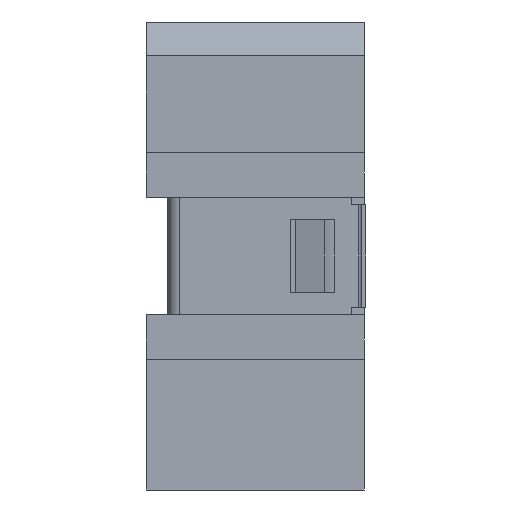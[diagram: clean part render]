
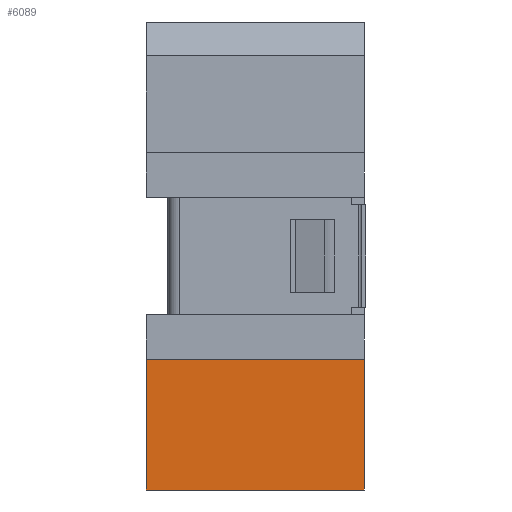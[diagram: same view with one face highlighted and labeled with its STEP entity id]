
A CAD part, left-side view. The second image highlights one B-rep face of the part: STEP entity #6089.
In plain terms, the highlighted planar face has unit normal (-1, 0, 0).
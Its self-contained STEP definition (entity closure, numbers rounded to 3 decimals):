
#589 = DIRECTION ( 'NONE',  ( 1., 0., 0. ) ) ;
#639 = LINE ( 'NONE', #7671, #5287 ) ;
#826 = ORIENTED_EDGE ( 'NONE', *, *, #4907, .F. ) ;
#908 = DIRECTION ( 'NONE',  ( 0., 0., 1. ) ) ;
#1154 = CARTESIAN_POINT ( 'NONE',  ( -13.462, 0., -3.535 ) ) ;
#1184 = EDGE_LOOP ( 'NONE', ( #4635, #826, #7921, #4706 ) ) ;
#1292 = CARTESIAN_POINT ( 'NONE',  ( -13.462, 7.468, -8. ) ) ;
#1800 = DIRECTION ( 'NONE',  ( 0., -1., 0. ) ) ;
#2072 = VERTEX_POINT ( 'NONE', #7672 ) ;
#2208 = DIRECTION ( 'NONE',  ( 0., 0., 1. ) ) ;
#2645 = VERTEX_POINT ( 'NONE', #1154 ) ;
#2996 = CARTESIAN_POINT ( 'NONE',  ( -13.462, 7.468, -3.535 ) ) ;
#3381 = EDGE_CURVE ( 'NONE', #7017, #2072, #3765, .T. ) ;
#3607 = CARTESIAN_POINT ( 'NONE',  ( -13.462, 7.468, -8. ) ) ;
#3765 = LINE ( 'NONE', #3607, #5199 ) ;
#4022 = FACE_OUTER_BOUND ( 'NONE', #1184, .T. ) ;
#4518 = AXIS2_PLACEMENT_3D ( 'NONE', #1292, #589, #6625 ) ;
#4635 = ORIENTED_EDGE ( 'NONE', *, *, #5163, .T. ) ;
#4706 = ORIENTED_EDGE ( 'NONE', *, *, #3381, .T. ) ;
#4907 = EDGE_CURVE ( 'NONE', #5831, #2645, #639, .T. ) ;
#5163 = EDGE_CURVE ( 'NONE', #2072, #2645, #7154, .T. ) ;
#5199 = VECTOR ( 'NONE', #7501, 1000. ) ;
#5237 = PLANE ( 'NONE',  #4518 ) ;
#5287 = VECTOR ( 'NONE', #1800, 1000. ) ;
#5406 = VECTOR ( 'NONE', #2208, 1000. ) ;
#5502 = CARTESIAN_POINT ( 'NONE',  ( -13.462, 7.468, -8. ) ) ;
#5831 = VERTEX_POINT ( 'NONE', #2996 ) ;
#5990 = CARTESIAN_POINT ( 'NONE',  ( -13.462, 0., -8. ) ) ;
#6089 = ADVANCED_FACE ( 'NONE', ( #4022 ), #5237, .F. ) ;
#6348 = EDGE_CURVE ( 'NONE', #7017, #5831, #6803, .T. ) ;
#6625 = DIRECTION ( 'NONE',  ( 0., 0., -1. ) ) ;
#6803 = LINE ( 'NONE', #5502, #7460 ) ;
#7017 = VERTEX_POINT ( 'NONE', #8255 ) ;
#7154 = LINE ( 'NONE', #5990, #5406 ) ;
#7460 = VECTOR ( 'NONE', #908, 1000. ) ;
#7501 = DIRECTION ( 'NONE',  ( 0., -1., 0. ) ) ;
#7671 = CARTESIAN_POINT ( 'NONE',  ( -13.462, 7.468, -3.535 ) ) ;
#7672 = CARTESIAN_POINT ( 'NONE',  ( -13.462, 0., -8. ) ) ;
#7921 = ORIENTED_EDGE ( 'NONE', *, *, #6348, .F. ) ;
#8255 = CARTESIAN_POINT ( 'NONE',  ( -13.462, 7.468, -8. ) ) ;
